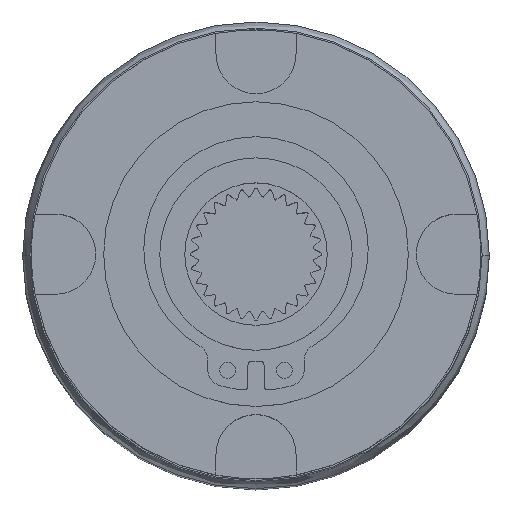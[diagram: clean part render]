
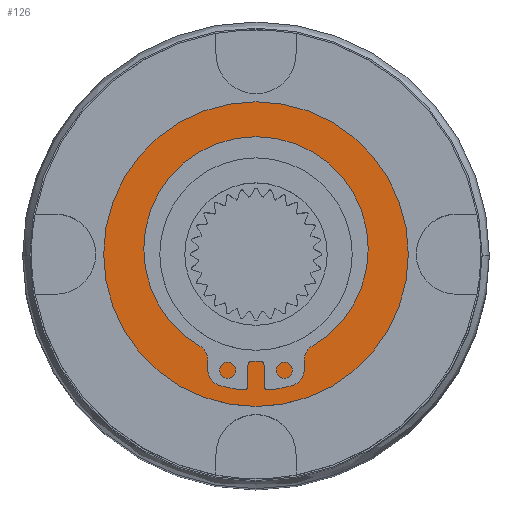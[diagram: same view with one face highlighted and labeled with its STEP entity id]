
A CAD part, top view. The second image highlights one B-rep face of the part: STEP entity #126.
In plain terms, the highlighted planar face has unit normal (0, 0, 1).
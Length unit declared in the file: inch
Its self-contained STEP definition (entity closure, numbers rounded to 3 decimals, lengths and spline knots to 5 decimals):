
#90 = AXIS2_PLACEMENT_3D ( 'NONE', #2315, #3688, #8000 ) ;
#126 = ADVANCED_FACE ( 'NONE', ( #1278, #2739 ), #3029, .T. ) ;
#432 = CIRCLE ( 'NONE', #8089, 0.37402 ) ;
#486 = EDGE_CURVE ( 'NONE', #1820, #621, #3122, .T. ) ;
#489 = EDGE_CURVE ( 'NONE', #2466, #8405, #1910, .T. ) ;
#621 = VERTEX_POINT ( 'NONE', #3674 ) ;
#991 = DIRECTION ( 'NONE',  ( 0., 0., -1. ) ) ;
#1216 = CARTESIAN_POINT ( 'NONE',  ( -0.23622, 0., 2.55906 ) ) ;
#1278 = FACE_OUTER_BOUND ( 'NONE', #3747, .T. ) ;
#1460 = AXIS2_PLACEMENT_3D ( 'NONE', #6210, #8466, #3388 ) ;
#1478 = CIRCLE ( 'NONE', #4670, 0.23622 ) ;
#1820 = VERTEX_POINT ( 'NONE', #4908 ) ;
#1910 = CIRCLE ( 'NONE', #1460, 0.23622 ) ;
#2289 = CARTESIAN_POINT ( 'NONE',  ( 0.23622, 0., 2.55906 ) ) ;
#2315 = CARTESIAN_POINT ( 'NONE',  ( 0., 0., 2.55906 ) ) ;
#2466 = VERTEX_POINT ( 'NONE', #2289 ) ;
#2739 = FACE_BOUND ( 'NONE', #8576, .T. ) ;
#3029 = PLANE ( 'NONE',  #90 ) ;
#3122 = CIRCLE ( 'NONE', #7324, 0.37402 ) ;
#3388 = DIRECTION ( 'NONE',  ( -1., 0., 0. ) ) ;
#3437 = DIRECTION ( 'NONE',  ( -1., 0., 0. ) ) ;
#3674 = CARTESIAN_POINT ( 'NONE',  ( 0.37402, 0., 2.55906 ) ) ;
#3688 = DIRECTION ( 'NONE',  ( 0., 0., 1. ) ) ;
#3747 = EDGE_LOOP ( 'NONE', ( #3876, #6876 ) ) ;
#3876 = ORIENTED_EDGE ( 'NONE', *, *, #486, .F. ) ;
#4635 = ORIENTED_EDGE ( 'NONE', *, *, #6105, .T. ) ;
#4670 = AXIS2_PLACEMENT_3D ( 'NONE', #8138, #991, #6069 ) ;
#4908 = CARTESIAN_POINT ( 'NONE',  ( -0.37402, 0., 2.55906 ) ) ;
#5273 = EDGE_CURVE ( 'NONE', #621, #1820, #432, .T. ) ;
#5593 = CARTESIAN_POINT ( 'NONE',  ( 0., 0., 2.55906 ) ) ;
#6069 = DIRECTION ( 'NONE',  ( -1., 0., 0. ) ) ;
#6105 = EDGE_CURVE ( 'NONE', #8405, #2466, #1478, .T. ) ;
#6210 = CARTESIAN_POINT ( 'NONE',  ( 0., 0., 2.55906 ) ) ;
#6379 = ORIENTED_EDGE ( 'NONE', *, *, #489, .T. ) ;
#6876 = ORIENTED_EDGE ( 'NONE', *, *, #5273, .F. ) ;
#6949 = DIRECTION ( 'NONE',  ( 0., 0., -1. ) ) ;
#7324 = AXIS2_PLACEMENT_3D ( 'NONE', #5593, #7754, #3437 ) ;
#7754 = DIRECTION ( 'NONE',  ( 0., 0., -1. ) ) ;
#8000 = DIRECTION ( 'NONE',  ( 1., 0., 0. ) ) ;
#8089 = AXIS2_PLACEMENT_3D ( 'NONE', #9069, #6949, #8272 ) ;
#8138 = CARTESIAN_POINT ( 'NONE',  ( 0., 0., 2.55906 ) ) ;
#8272 = DIRECTION ( 'NONE',  ( -1., 0., 0. ) ) ;
#8405 = VERTEX_POINT ( 'NONE', #1216 ) ;
#8466 = DIRECTION ( 'NONE',  ( 0., 0., -1. ) ) ;
#8576 = EDGE_LOOP ( 'NONE', ( #4635, #6379 ) ) ;
#9069 = CARTESIAN_POINT ( 'NONE',  ( 0., 0., 2.55906 ) ) ;
